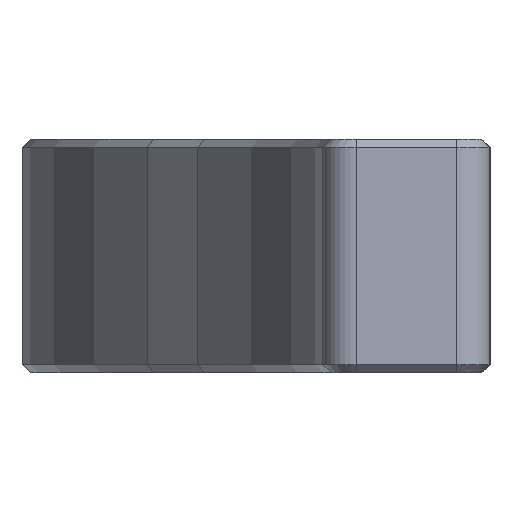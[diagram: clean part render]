
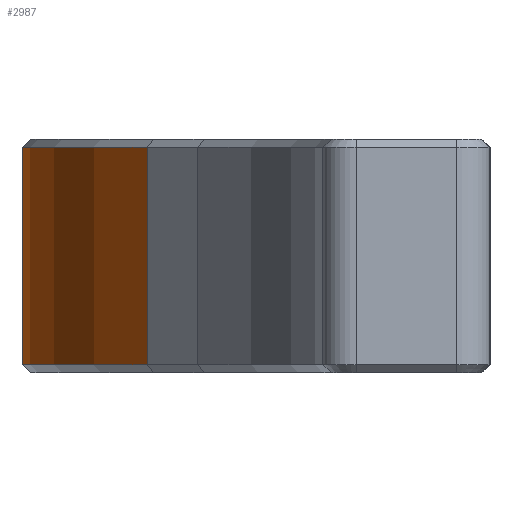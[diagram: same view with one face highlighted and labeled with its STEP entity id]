
A CAD part, front view. The second image highlights one B-rep face of the part: STEP entity #2987.
In plain terms, the highlighted cylindrical face has radius 16 mm (diameter 32 mm), a partial arc.
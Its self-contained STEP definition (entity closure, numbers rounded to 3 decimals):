
#18=CYLINDRICAL_SURFACE('',#3256,16.);
#233=FACE_OUTER_BOUND('',#419,.T.);
#419=EDGE_LOOP('',(#2274,#2275,#2276,#2277));
#553=CIRCLE('',#3130,16.);
#617=CIRCLE('',#3253,16.);
#794=LINE('',#4784,#1104);
#795=LINE('',#4785,#1105);
#1104=VECTOR('',#3828,10.);
#1105=VECTOR('',#3829,10.);
#1285=VERTEX_POINT('',#4379);
#1287=VERTEX_POINT('',#4382);
#1425=VERTEX_POINT('',#4763);
#1427=VERTEX_POINT('',#4769);
#1548=EDGE_CURVE('',#1285,#1287,#553,.T.);
#1742=EDGE_CURVE('',#1425,#1427,#617,.T.);
#1748=EDGE_CURVE('',#1285,#1427,#794,.T.);
#1749=EDGE_CURVE('',#1425,#1287,#795,.T.);
#2274=ORIENTED_EDGE('',*,*,#1548,.F.);
#2275=ORIENTED_EDGE('',*,*,#1748,.T.);
#2276=ORIENTED_EDGE('',*,*,#1742,.F.);
#2277=ORIENTED_EDGE('',*,*,#1749,.T.);
#2987=ADVANCED_FACE('',(#233),#18,.T.);
#3130=AXIS2_PLACEMENT_3D('',#4383,#3446,#3447);
#3253=AXIS2_PLACEMENT_3D('',#4773,#3815,#3816);
#3256=AXIS2_PLACEMENT_3D('',#4783,#3826,#3827);
#3446=DIRECTION('center_axis',(0.,0.,-1.));
#3447=DIRECTION('ref_axis',(-0.94,-0.342,0.));
#3815=DIRECTION('center_axis',(0.,0.,1.));
#3816=DIRECTION('ref_axis',(-0.94,-0.342,0.));
#3826=DIRECTION('center_axis',(0.,0.,1.));
#3827=DIRECTION('ref_axis',(-0.94,-0.342,0.));
#3828=DIRECTION('',(0.,0.,1.));
#3829=DIRECTION('',(0.,0.,-1.));
#4379=CARTESIAN_POINT('',(-5.257,-15.593,0.3));
#4382=CARTESIAN_POINT('',(-9.,-5.308,0.3));
#4383=CARTESIAN_POINT('Origin',(7.,-5.308,0.3));
#4763=CARTESIAN_POINT('',(-9.,-5.308,6.8));
#4769=CARTESIAN_POINT('',(-5.257,-15.593,6.8));
#4773=CARTESIAN_POINT('Origin',(7.,-5.308,6.8));
#4783=CARTESIAN_POINT('Origin',(7.,-5.308,5.55));
#4784=CARTESIAN_POINT('',(-5.257,-15.593,5.55));
#4785=CARTESIAN_POINT('',(-9.,-5.308,5.55));
